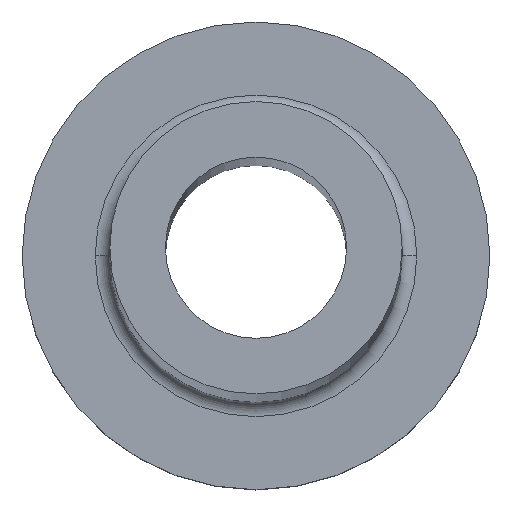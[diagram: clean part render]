
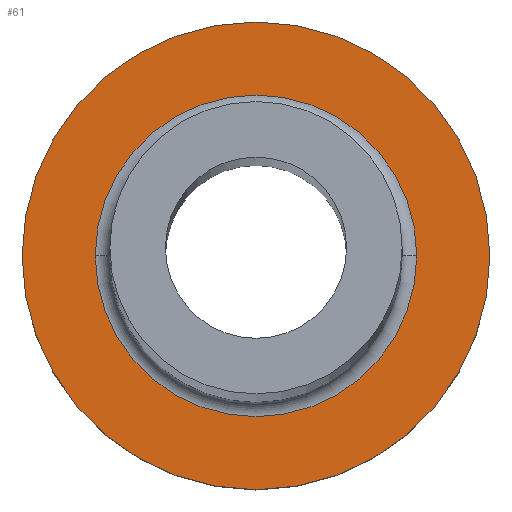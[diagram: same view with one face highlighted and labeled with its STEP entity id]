
A CAD part, top view. The second image highlights one B-rep face of the part: STEP entity #61.
In plain terms, the highlighted planar face has unit normal (0, 0, 1).
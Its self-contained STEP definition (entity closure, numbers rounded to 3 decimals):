
#6 = VERTEX_POINT ( 'NONE', #96 ) ;
#18 = DIRECTION ( 'NONE',  ( 1., 0., 0. ) ) ;
#46 = EDGE_CURVE ( 'NONE', #6, #159, #193, .T. ) ;
#56 = CARTESIAN_POINT ( 'NONE',  ( 0., 0., 5. ) ) ;
#59 = EDGE_LOOP ( 'NONE', ( #356, #112 ) ) ;
#61 = ADVANCED_FACE ( 'NONE', ( #211, #327 ), #67, .T. ) ;
#67 = PLANE ( 'NONE',  #308 ) ;
#71 = EDGE_LOOP ( 'NONE', ( #235, #294 ) ) ;
#96 = CARTESIAN_POINT ( 'NONE',  ( -8., 0., 5. ) ) ;
#97 = DIRECTION ( 'NONE',  ( 1., 0., 0. ) ) ;
#99 = VERTEX_POINT ( 'NONE', #249 ) ;
#100 = EDGE_CURVE ( 'NONE', #159, #6, #151, .T. ) ;
#102 = DIRECTION ( 'NONE',  ( 0., 0., 1. ) ) ;
#112 = ORIENTED_EDGE ( 'NONE', *, *, #100, .T. ) ;
#127 = CIRCLE ( 'NONE', #370, 5.5 ) ;
#151 = CIRCLE ( 'NONE', #345, 8. ) ;
#159 = VERTEX_POINT ( 'NONE', #307 ) ;
#164 = CIRCLE ( 'NONE', #246, 5.5 ) ;
#173 = DIRECTION ( 'NONE',  ( 0., 0., -1. ) ) ;
#182 = CARTESIAN_POINT ( 'NONE',  ( 0., 0., 5. ) ) ;
#193 = CIRCLE ( 'NONE', #259, 8. ) ;
#195 = CARTESIAN_POINT ( 'NONE',  ( 0., 0., 5. ) ) ;
#211 = FACE_BOUND ( 'NONE', #71, .T. ) ;
#233 = CARTESIAN_POINT ( 'NONE',  ( 0., 0., 5. ) ) ;
#235 = ORIENTED_EDGE ( 'NONE', *, *, #332, .T. ) ;
#237 = DIRECTION ( 'NONE',  ( 0., 0., 1. ) ) ;
#246 = AXIS2_PLACEMENT_3D ( 'NONE', #233, #380, #317 ) ;
#249 = CARTESIAN_POINT ( 'NONE',  ( 5.5, 0., 5. ) ) ;
#254 = CARTESIAN_POINT ( 'NONE',  ( -5.5, 0., 5. ) ) ;
#259 = AXIS2_PLACEMENT_3D ( 'NONE', #322, #237, #97 ) ;
#262 = VERTEX_POINT ( 'NONE', #254 ) ;
#276 = DIRECTION ( 'NONE',  ( 0., 0., 1. ) ) ;
#289 = DIRECTION ( 'NONE',  ( 1., 0., 0. ) ) ;
#294 = ORIENTED_EDGE ( 'NONE', *, *, #373, .T. ) ;
#306 = DIRECTION ( 'NONE',  ( 1., 0., 0. ) ) ;
#307 = CARTESIAN_POINT ( 'NONE',  ( 8., 0., 5. ) ) ;
#308 = AXIS2_PLACEMENT_3D ( 'NONE', #182, #276, #18 ) ;
#317 = DIRECTION ( 'NONE',  ( 1., 0., 0. ) ) ;
#322 = CARTESIAN_POINT ( 'NONE',  ( 0., 0., 5. ) ) ;
#327 = FACE_OUTER_BOUND ( 'NONE', #59, .T. ) ;
#332 = EDGE_CURVE ( 'NONE', #99, #262, #164, .T. ) ;
#345 = AXIS2_PLACEMENT_3D ( 'NONE', #195, #102, #306 ) ;
#356 = ORIENTED_EDGE ( 'NONE', *, *, #46, .T. ) ;
#370 = AXIS2_PLACEMENT_3D ( 'NONE', #56, #173, #289 ) ;
#373 = EDGE_CURVE ( 'NONE', #262, #99, #127, .T. ) ;
#380 = DIRECTION ( 'NONE',  ( 0., 0., -1. ) ) ;
